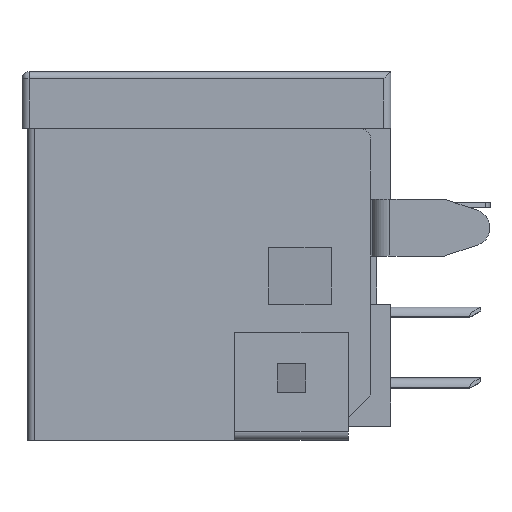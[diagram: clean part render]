
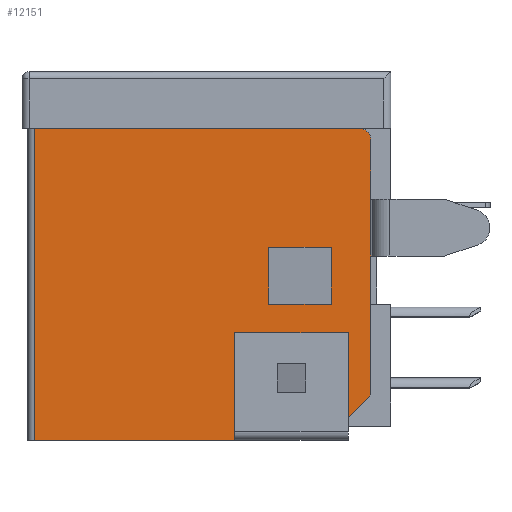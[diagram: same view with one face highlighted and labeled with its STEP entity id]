
A CAD part, left-side view. The second image highlights one B-rep face of the part: STEP entity #12151.
In plain terms, the highlighted planar face has unit normal (-1, 0, 0).
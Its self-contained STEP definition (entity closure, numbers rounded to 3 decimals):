
#935 = DIRECTION ( 'NONE',  ( 0., -1., 0. ) ) ;
#955 = CARTESIAN_POINT ( 'NONE',  ( -6.9, 12.5, -2. ) ) ;
#1696 = ORIENTED_EDGE ( 'NONE', *, *, #3469, .F. ) ;
#1697 = ORIENTED_EDGE ( 'NONE', *, *, #4078, .T. ) ;
#1698 = ORIENTED_EDGE ( 'NONE', *, *, #4062, .F. ) ;
#1699 = ORIENTED_EDGE ( 'NONE', *, *, #4079, .T. ) ;
#1700 = ORIENTED_EDGE ( 'NONE', *, *, #4080, .T. ) ;
#1701 = ORIENTED_EDGE ( 'NONE', *, *, #4081, .F. ) ;
#1702 = ORIENTED_EDGE ( 'NONE', *, *, #3431, .F. ) ;
#1703 = ORIENTED_EDGE ( 'NONE', *, *, #4076, .F. ) ;
#1704 = ORIENTED_EDGE ( 'NONE', *, *, #4082, .F. ) ;
#1705 = ORIENTED_EDGE ( 'NONE', *, *, #11979, .F. ) ;
#1706 = ORIENTED_EDGE ( 'NONE', *, *, #4077, .F. ) ;
#1707 = ORIENTED_EDGE ( 'NONE', *, *, #4083, .T. ) ;
#1708 = ORIENTED_EDGE ( 'NONE', *, *, #4084, .T. ) ;
#1709 = ORIENTED_EDGE ( 'NONE', *, *, #4085, .F. ) ;
#1710 = ORIENTED_EDGE ( 'NONE', *, *, #4086, .F. ) ;
#1900 = VERTEX_POINT ( 'NONE', #11230 ) ;
#1901 = VERTEX_POINT ( 'NONE', #11229 ) ;
#1932 = VERTEX_POINT ( 'NONE', #11345 ) ;
#1935 = VERTEX_POINT ( 'NONE', #11205 ) ;
#1976 = VERTEX_POINT ( 'NONE', #11349 ) ;
#1991 = VERTEX_POINT ( 'NONE', #11338 ) ;
#1998 = VERTEX_POINT ( 'NONE', #11181 ) ;
#2465 = EDGE_LOOP ( 'NONE', ( #1696, #1697, #1698, #1699, #1700, #1701, #1702, #1703, #1704, #1705, #1706 ) ) ;
#2527 = EDGE_LOOP ( 'NONE', ( #1707, #1708, #1709, #1710 ) ) ;
#2784 = LINE ( 'NONE', #11061, #2789 ) ;
#2789 = VECTOR ( 'NONE', #11072, 1000. ) ;
#2856 = LINE ( 'NONE', #955, #2858 ) ;
#2858 = VECTOR ( 'NONE', #935, 1000. ) ;
#3431 = EDGE_CURVE ( 'NONE', #1935, #1932, #2784, .T. ) ;
#3469 = EDGE_CURVE ( 'NONE', #1901, #1900, #2856, .T. ) ;
#4062 = EDGE_CURVE ( 'NONE', #11052, #11046, #5939, .T. ) ;
#4076 = EDGE_CURVE ( 'NONE', #1998, #1935, #5965, .T. ) ;
#4077 = EDGE_CURVE ( 'NONE', #1900, #1976, #5967, .T. ) ;
#4078 = EDGE_CURVE ( 'NONE', #1901, #11046, #5957, .T. ) ;
#4079 = EDGE_CURVE ( 'NONE', #11052, #11049, #5969, .T. ) ;
#4080 = EDGE_CURVE ( 'NONE', #11049, #10935, #5972, .T. ) ;
#4081 = EDGE_CURVE ( 'NONE', #1932, #10935, #5974, .T. ) ;
#4082 = EDGE_CURVE ( 'NONE', #1991, #1998, #5976, .T. ) ;
#4083 = EDGE_CURVE ( 'NONE', #11048, #10998, #5970, .T. ) ;
#4084 = EDGE_CURVE ( 'NONE', #10998, #11047, #5978, .T. ) ;
#4085 = EDGE_CURVE ( 'NONE', #10967, #11047, #5982, .T. ) ;
#4086 = EDGE_CURVE ( 'NONE', #11048, #10967, #5980, .T. ) ;
#4260 = AXIS2_PLACEMENT_3D ( 'NONE', #5436, #5437, #5438 ) ;
#5401 = CARTESIAN_POINT ( 'NONE',  ( -6.9, 2.3, -13. ) ) ;
#5403 = DIRECTION ( 'NONE',  ( 0., 1., 0. ) ) ;
#5422 = DIRECTION ( 'NONE',  ( 0., 0., -1. ) ) ;
#5431 = CARTESIAN_POINT ( 'NONE',  ( -6.9, 0.7, -2.4 ) ) ;
#5432 = DIRECTION ( 'NONE',  ( 0., 0., -1. ) ) ;
#5433 = CARTESIAN_POINT ( 'NONE',  ( -6.9, 5.5, -13. ) ) ;
#5434 = CARTESIAN_POINT ( 'NONE',  ( -6.9, 2.1, -3.981 ) ) ;
#5435 = CARTESIAN_POINT ( 'NONE',  ( -6.9, 12.55, -13. ) ) ;
#5436 = CARTESIAN_POINT ( 'NONE',  ( -6.9, 1.1, -2.4 ) ) ;
#5437 = DIRECTION ( 'NONE',  ( 1., 0., 0. ) ) ;
#5438 = DIRECTION ( 'NONE',  ( 0., 1., 0. ) ) ;
#5439 = CARTESIAN_POINT ( 'NONE',  ( -6.9, 4.3, -8.2 ) ) ;
#5440 = DIRECTION ( 'NONE',  ( 0., 0., 1. ) ) ;
#5939 = LINE ( 'NONE', #5401, #5942 ) ;
#5942 = VECTOR ( 'NONE', #5403, 1000. ) ;
#5957 = LINE ( 'NONE', #5435, #5971 ) ;
#5965 = LINE ( 'NONE', #5431, #5968 ) ;
#5967 = CIRCLE ( 'NONE', #4260, 0.4 ) ;
#5968 = VECTOR ( 'NONE', #5432, 1000. ) ;
#5969 = LINE ( 'NONE', #5433, #5973 ) ;
#5970 = LINE ( 'NONE', #5434, #5981 ) ;
#5971 = VECTOR ( 'NONE', #5422, 1000. ) ;
#5972 = LINE ( 'NONE', #6418, #5975 ) ;
#5973 = VECTOR ( 'NONE', #5440, 1000. ) ;
#5974 = LINE ( 'NONE', #6420, #5977 ) ;
#5975 = VECTOR ( 'NONE', #6419, 1000. ) ;
#5976 = LINE ( 'NONE', #6422, #5979 ) ;
#5977 = VECTOR ( 'NONE', #6421, 1000. ) ;
#5978 = LINE ( 'NONE', #5439, #5983 ) ;
#5979 = VECTOR ( 'NONE', #6424, 1000. ) ;
#5980 = LINE ( 'NONE', #6423, #5987 ) ;
#5981 = VECTOR ( 'NONE', #6425, 1000. ) ;
#5982 = LINE ( 'NONE', #6428, #5985 ) ;
#5983 = VECTOR ( 'NONE', #6427, 1000. ) ;
#5985 = VECTOR ( 'NONE', #6430, 1000. ) ;
#5987 = VECTOR ( 'NONE', #6431, 1000. ) ;
#6306 = LINE ( 'NONE', #7036, #6308 ) ;
#6308 = VECTOR ( 'NONE', #7037, 1000. ) ;
#6418 = CARTESIAN_POINT ( 'NONE',  ( -6.9, 5.5, -9.2 ) ) ;
#6419 = DIRECTION ( 'NONE',  ( 0., -1., 0. ) ) ;
#6420 = CARTESIAN_POINT ( 'NONE',  ( -6.9, 1.5, -13. ) ) ;
#6421 = DIRECTION ( 'NONE',  ( 0., 0., 1. ) ) ;
#6422 = CARTESIAN_POINT ( 'NONE',  ( -6.9, 0.7, -4.5 ) ) ;
#6423 = CARTESIAN_POINT ( 'NONE',  ( -6.9, 4.3, -6.2 ) ) ;
#6424 = DIRECTION ( 'NONE',  ( 0., 0., -1. ) ) ;
#6425 = DIRECTION ( 'NONE',  ( 0., 0., -1. ) ) ;
#6427 = DIRECTION ( 'NONE',  ( 0., 1., 0. ) ) ;
#6428 = CARTESIAN_POINT ( 'NONE',  ( -6.9, 4.3, -3.981 ) ) ;
#6430 = DIRECTION ( 'NONE',  ( 0., 0., -1. ) ) ;
#6431 = DIRECTION ( 'NONE',  ( 0., 1., 0. ) ) ;
#6514 = CARTESIAN_POINT ( 'NONE',  ( -6.9, 1.5, -9.2 ) ) ;
#6535 = CARTESIAN_POINT ( 'NONE',  ( -6.9, 4.3, -6.2 ) ) ;
#6552 = CARTESIAN_POINT ( 'NONE',  ( -6.9, 2.1, -8.2 ) ) ;
#6561 = CARTESIAN_POINT ( 'NONE',  ( -6.9, 4.3, -8.2 ) ) ;
#6574 = CARTESIAN_POINT ( 'NONE',  ( -6.9, 5.5, -9.2 ) ) ;
#6576 = CARTESIAN_POINT ( 'NONE',  ( -6.9, 12.55, -13. ) ) ;
#6577 = CARTESIAN_POINT ( 'NONE',  ( -6.9, 2.1, -6.2 ) ) ;
#6579 = CARTESIAN_POINT ( 'NONE',  ( -6.9, 5.5, -13. ) ) ;
#7036 = CARTESIAN_POINT ( 'NONE',  ( -6.9, 0.7, -2.4 ) ) ;
#7037 = DIRECTION ( 'NONE',  ( 0., 0., -1. ) ) ;
#7818 = AXIS2_PLACEMENT_3D ( 'NONE', #9398, #9395, #9402 ) ;
#8604 = FACE_OUTER_BOUND ( 'NONE', #2465, .T. ) ;
#8606 = FACE_BOUND ( 'NONE', #2527, .T. ) ;
#9395 = DIRECTION ( 'NONE',  ( -1., 0., 0. ) ) ;
#9398 = CARTESIAN_POINT ( 'NONE',  ( -6.9, 1.1, -2.4 ) ) ;
#9400 = PLANE ( 'NONE',  #7818 ) ;
#9402 = DIRECTION ( 'NONE',  ( 0., 1., 0. ) ) ;
#10935 = VERTEX_POINT ( 'NONE', #6514 ) ;
#10967 = VERTEX_POINT ( 'NONE', #6535 ) ;
#10998 = VERTEX_POINT ( 'NONE', #6552 ) ;
#11046 = VERTEX_POINT ( 'NONE', #6576 ) ;
#11047 = VERTEX_POINT ( 'NONE', #6561 ) ;
#11048 = VERTEX_POINT ( 'NONE', #6577 ) ;
#11049 = VERTEX_POINT ( 'NONE', #6574 ) ;
#11052 = VERTEX_POINT ( 'NONE', #6579 ) ;
#11061 = CARTESIAN_POINT ( 'NONE',  ( -6.9, 0.7, -11.4 ) ) ;
#11072 = DIRECTION ( 'NONE',  ( 0., 0.707, -0.707 ) ) ;
#11181 = CARTESIAN_POINT ( 'NONE',  ( -6.9, 0.7, -6.5 ) ) ;
#11205 = CARTESIAN_POINT ( 'NONE',  ( -6.9, 0.7, -11.4 ) ) ;
#11229 = CARTESIAN_POINT ( 'NONE',  ( -6.9, 12.55, -2. ) ) ;
#11230 = CARTESIAN_POINT ( 'NONE',  ( -6.9, 1.1, -2. ) ) ;
#11338 = CARTESIAN_POINT ( 'NONE',  ( -6.9, 0.7, -4.5 ) ) ;
#11345 = CARTESIAN_POINT ( 'NONE',  ( -6.9, 1.5, -12.2 ) ) ;
#11349 = CARTESIAN_POINT ( 'NONE',  ( -6.9, 0.7, -2.4 ) ) ;
#11979 = EDGE_CURVE ( 'NONE', #1976, #1991, #6306, .T. ) ;
#12151 = ADVANCED_FACE ( 'NONE', ( #8604, #8606 ), #9400, .T. ) ;
